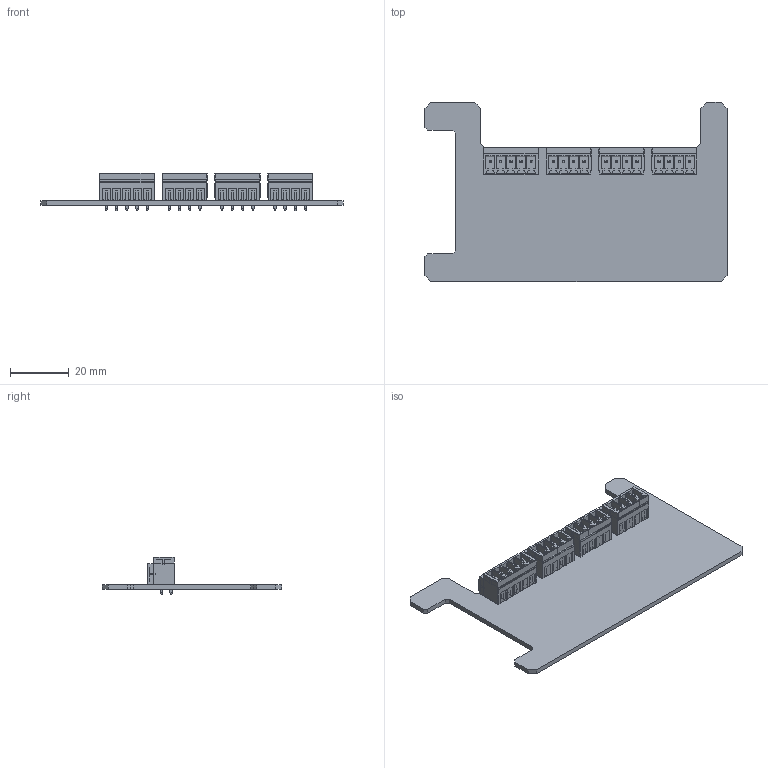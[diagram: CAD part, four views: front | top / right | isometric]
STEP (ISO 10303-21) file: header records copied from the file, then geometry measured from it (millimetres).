
FILE_DESCRIPTION(('Open CASCADE Model'),'2;1');
FILE_NAME('Open CASCADE Shape Model','2020-03-22T13:29:40',('Author'),( 'Open CASCADE'),'Open CASCADE STEP processor 6.8','Open CASCADE 6.8' ,'Unknown');
FILE_SCHEMA(('AUTOMOTIVE_DESIGN { 1 0 10303 214 1 1 1 1 }'));
Length unit declared in the file: millimetre
Products named in the file (22): PCB; Board; P5; 691322110005; 6913221100xx_PIN; P6; 691322110004; P7; P8; P5b; 691321100005; 6913211000xx_PIN; P6b; 691321100004; P7b; P8b
Assembly tree (39 placements, depth 4):
  PCB
    Board
    P5
      691322110005
        6913221100xx_PIN  x5
        691322110005
    P6
      691322110004
        6913221100xx_PIN  x4
        691322110004
    P7
      691322110004
        6913221100xx_PIN  x4
        691322110004
    P8
      691322110004
        6913221100xx_PIN  x4
        691322110004
    P5b
      691321100005
        6913211000xx_PIN  x5
        691321100005
    P6b
      691321100004
        6913211000xx_PIN  x4
        691321100004
    P7b
      691321100004
        6913211000xx_PIN  x4
        691321100004
    P8b
      691321100004
        6913211000xx_PIN  x4
        691321100004
Bounding box: 103 x 61 x 12.7 mm (x, y, z)
Volume: 11647.3 mm3; surface area: 23260.6 mm2
Topology: 43 solids, 43 shells, 2139 faces, 5717 edges, 3698 vertices
Faces by surface type: plane 2012, cylinder 93, torus 34
Full cylindrical faces by diameter (mm): 1.8 x34
Entity records: 36027 total; most frequent: CARTESIAN_POINT 5364, ORIENTED_EDGE 5180, DIRECTION 4598, EDGE_CURVE 2590, LINE 2434, VECTOR 2434, VERTEX_POINT 1704, AXIS2_PLACEMENT_3D 1082
